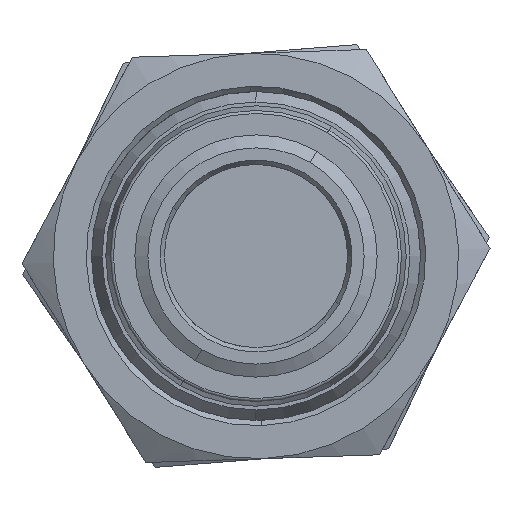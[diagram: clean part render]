
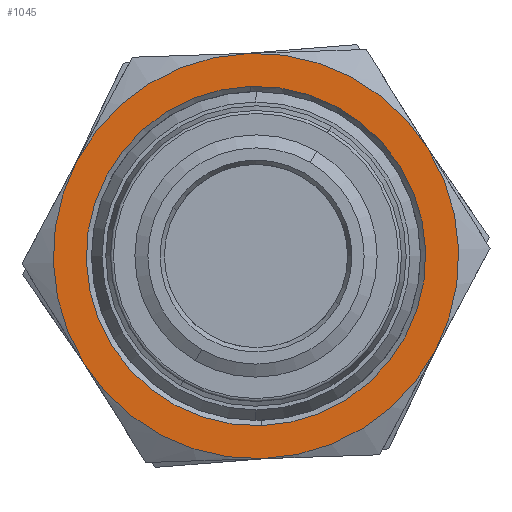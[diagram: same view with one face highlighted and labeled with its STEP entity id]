
A CAD part, left-side view. The second image highlights one B-rep face of the part: STEP entity #1045.
In plain terms, the highlighted planar face has unit normal (-1, 0, 0).
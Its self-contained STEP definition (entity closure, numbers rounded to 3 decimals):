
#1045 = ADVANCED_FACE ( 'NONE', ( #1278, #1279 ), #3850, .T. ) ;
#1278 = FACE_BOUND ( 'NONE', #5116, .T. ) ;
#1279 = FACE_OUTER_BOUND ( 'NONE', #5117, .T. ) ;
#2270 = CARTESIAN_POINT ( 'NONE',  ( 7.6, 0., 0. ) ) ;
#2271 = DIRECTION ( 'NONE',  ( 1., 0., 0. ) ) ;
#2272 = DIRECTION ( 'NONE',  ( 0., -0.033, -0.999 ) ) ;
#2291 = CARTESIAN_POINT ( 'NONE',  ( 7.6, 0., 0. ) ) ;
#2292 = DIRECTION ( 'NONE',  ( 1., 0., 0. ) ) ;
#2293 = DIRECTION ( 'NONE',  ( 0., -0.033, -0.999 ) ) ;
#2296 = CARTESIAN_POINT ( 'NONE',  ( 7.6, 0., 0. ) ) ;
#2297 = DIRECTION ( 'NONE',  ( 1., 0., 0. ) ) ;
#2298 = DIRECTION ( 'NONE',  ( 0., -0.033, -0.999 ) ) ;
#2313 = CARTESIAN_POINT ( 'NONE',  ( 7.6, 0., 0. ) ) ;
#2314 = DIRECTION ( 'NONE',  ( 1., 0., 0. ) ) ;
#2315 = DIRECTION ( 'NONE',  ( 0., -0.033, -0.999 ) ) ;
#2344 = CARTESIAN_POINT ( 'NONE',  ( 7.6, 0., 0. ) ) ;
#2345 = DIRECTION ( 'NONE',  ( 1., 0., 0. ) ) ;
#2346 = DIRECTION ( 'NONE',  ( 0., -0.033, -0.999 ) ) ;
#2349 = CARTESIAN_POINT ( 'NONE',  ( 7.6, 0., 0. ) ) ;
#2350 = DIRECTION ( 'NONE',  ( 1., 0., 0. ) ) ;
#2351 = DIRECTION ( 'NONE',  ( 0., -0.033, -0.999 ) ) ;
#2378 = CARTESIAN_POINT ( 'NONE',  ( 7.6, 0., 0. ) ) ;
#2379 = DIRECTION ( 'NONE',  ( 1., 0., 0. ) ) ;
#2380 = DIRECTION ( 'NONE',  ( 0., -0.033, -0.999 ) ) ;
#2548 = CARTESIAN_POINT ( 'NONE',  ( 7.6, 0.373, 11.294 ) ) ;
#2549 = CARTESIAN_POINT ( 'NONE',  ( 7.6, -0.373, -11.294 ) ) ;
#2619 = CARTESIAN_POINT ( 'NONE',  ( 7.6, 11.462, -7.132 ) ) ;
#2620 = CARTESIAN_POINT ( 'NONE',  ( 7.6, -11.462, 7.132 ) ) ;
#2621 = CARTESIAN_POINT ( 'NONE',  ( 7.6, 0.445, 13.493 ) ) ;
#2623 = CARTESIAN_POINT ( 'NONE',  ( 7.6, -11.908, -6.361 ) ) ;
#2624 = CARTESIAN_POINT ( 'NONE',  ( 7.6, -0.445, -13.493 ) ) ;
#2625 = CARTESIAN_POINT ( 'NONE',  ( 7.6, 11.908, 6.361 ) ) ;
#3065 = EDGE_CURVE ( 'NONE', #4978, #4979, #4591, .T. ) ;
#3190 = EDGE_CURVE ( 'NONE', #4979, #4978, #4764, .T. ) ;
#3194 = EDGE_CURVE ( 'NONE', #5055, #5051, #4766, .T. ) ;
#3195 = EDGE_CURVE ( 'NONE', #5049, #5055, #4727, .T. ) ;
#3198 = EDGE_CURVE ( 'NONE', #5054, #5049, #4767, .T. ) ;
#3203 = EDGE_CURVE ( 'NONE', #5051, #5050, #4770, .T. ) ;
#3204 = EDGE_CURVE ( 'NONE', #5053, #5054, #4769, .T. ) ;
#3209 = EDGE_CURVE ( 'NONE', #5050, #5053, #4772, .T. ) ;
#3672 = AXIS2_PLACEMENT_3D ( 'NONE', #4291, #4292, #4293 ) ;
#3750 = AXIS2_PLACEMENT_3D ( 'NONE', #2270, #2271, #2272 ) ;
#3752 = AXIS2_PLACEMENT_3D ( 'NONE', #2291, #2292, #2293 ) ;
#3753 = AXIS2_PLACEMENT_3D ( 'NONE', #2296, #2297, #2298 ) ;
#3754 = AXIS2_PLACEMENT_3D ( 'NONE', #2313, #2314, #2315 ) ;
#3755 = AXIS2_PLACEMENT_3D ( 'NONE', #2344, #2345, #2346 ) ;
#3756 = AXIS2_PLACEMENT_3D ( 'NONE', #2349, #2350, #2351 ) ;
#3757 = AXIS2_PLACEMENT_3D ( 'NONE', #2378, #2379, #2380 ) ;
#3850 = PLANE ( 'NONE',  #6145 ) ;
#3857 = CARTESIAN_POINT ( 'NONE',  ( 7.6, 0., 0. ) ) ;
#3858 = DIRECTION ( 'NONE',  ( -1., 0., 0. ) ) ;
#3859 = DIRECTION ( 'NONE',  ( 0., 0.033, 0.999 ) ) ;
#4291 = CARTESIAN_POINT ( 'NONE',  ( 7.6, 0., 0. ) ) ;
#4292 = DIRECTION ( 'NONE',  ( 1., 0., 0. ) ) ;
#4293 = DIRECTION ( 'NONE',  ( 0., -0.033, -0.999 ) ) ;
#4591 = CIRCLE ( 'NONE', #3672, 11.3 ) ;
#4727 = CIRCLE ( 'NONE', #3753, 13.5 ) ;
#4764 = CIRCLE ( 'NONE', #3750, 11.3 ) ;
#4766 = CIRCLE ( 'NONE', #3752, 13.5 ) ;
#4767 = CIRCLE ( 'NONE', #3754, 13.5 ) ;
#4769 = CIRCLE ( 'NONE', #3756, 13.5 ) ;
#4770 = CIRCLE ( 'NONE', #3755, 13.5 ) ;
#4772 = CIRCLE ( 'NONE', #3757, 13.5 ) ;
#4978 = VERTEX_POINT ( 'NONE', #2548 ) ;
#4979 = VERTEX_POINT ( 'NONE', #2549 ) ;
#5049 = VERTEX_POINT ( 'NONE', #2619 ) ;
#5050 = VERTEX_POINT ( 'NONE', #2620 ) ;
#5051 = VERTEX_POINT ( 'NONE', #2621 ) ;
#5053 = VERTEX_POINT ( 'NONE', #2623 ) ;
#5054 = VERTEX_POINT ( 'NONE', #2624 ) ;
#5055 = VERTEX_POINT ( 'NONE', #2625 ) ;
#5116 = EDGE_LOOP ( 'NONE', ( #5785, #5786 ) ) ;
#5117 = EDGE_LOOP ( 'NONE', ( #5787, #5788, #5789, #5790, #5791, #5792 ) ) ;
#5785 = ORIENTED_EDGE ( 'NONE', *, *, #3065, .T. ) ;
#5786 = ORIENTED_EDGE ( 'NONE', *, *, #3190, .T. ) ;
#5787 = ORIENTED_EDGE ( 'NONE', *, *, #3198, .F. ) ;
#5788 = ORIENTED_EDGE ( 'NONE', *, *, #3204, .F. ) ;
#5789 = ORIENTED_EDGE ( 'NONE', *, *, #3209, .F. ) ;
#5790 = ORIENTED_EDGE ( 'NONE', *, *, #3203, .F. ) ;
#5791 = ORIENTED_EDGE ( 'NONE', *, *, #3194, .F. ) ;
#5792 = ORIENTED_EDGE ( 'NONE', *, *, #3195, .F. ) ;
#6145 = AXIS2_PLACEMENT_3D ( 'NONE', #3857, #3858, #3859 ) ;
